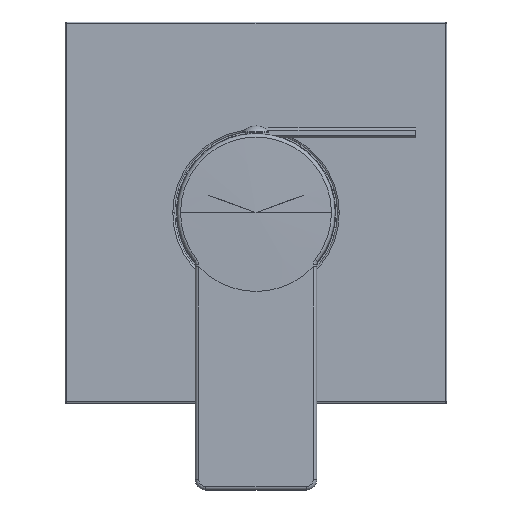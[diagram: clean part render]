
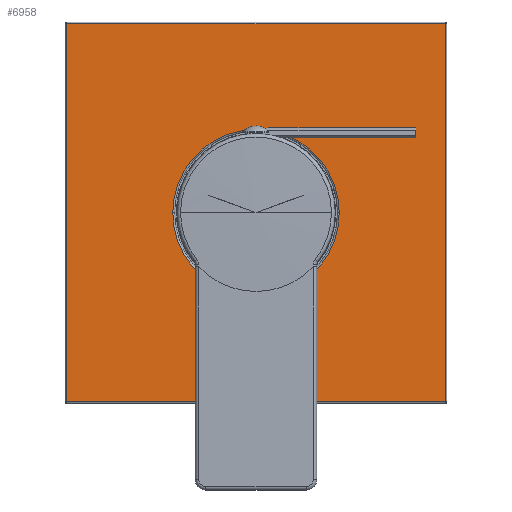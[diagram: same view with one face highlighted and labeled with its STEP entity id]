
A CAD part, top view. The second image highlights one B-rep face of the part: STEP entity #6958.
In plain terms, the highlighted face is planar.
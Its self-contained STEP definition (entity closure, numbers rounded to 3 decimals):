
#6169=DIRECTION('',(0.,0.,-1.));
#6170=VECTOR('',#6169,109.);
#6171=CARTESIAN_POINT('',(54.5,8.,54.5));
#6172=LINE('',#6171,#6170);
#6176=DIRECTION('',(1.,0.,0.));
#6177=VECTOR('',#6176,109.);
#6178=CARTESIAN_POINT('',(-54.5,8.,54.5));
#6179=LINE('',#6178,#6177);
#6183=DIRECTION('',(0.,0.,1.));
#6184=VECTOR('',#6183,109.);
#6185=CARTESIAN_POINT('',(-54.5,8.,-54.5));
#6186=LINE('',#6185,#6184);
#6190=DIRECTION('',(-1.,0.,0.));
#6191=VECTOR('',#6190,109.);
#6192=CARTESIAN_POINT('',(54.5,8.,-54.5));
#6193=LINE('',#6192,#6191);
#6197=CARTESIAN_POINT('',(0.,8.,0.));
#6198=DIRECTION('',(0.,-1.,0.));
#6199=DIRECTION('',(-1.,0.,0.));
#6200=AXIS2_PLACEMENT_3D('',#6197,#6198,#6199);
#6205=CARTESIAN_POINT('',(0.,8.,0.));
#6206=DIRECTION('',(0.,-1.,0.));
#6207=DIRECTION('',(1.,0.,0.));
#6208=AXIS2_PLACEMENT_3D('',#6205,#6206,#6207);
#6777=CARTESIAN_POINT('',(54.5,8.,54.5));
#6778=CARTESIAN_POINT('',(54.5,8.,-54.5));
#6779=VERTEX_POINT('',#6777);
#6780=VERTEX_POINT('',#6778);
#6785=CARTESIAN_POINT('',(-54.5,8.,-54.5));
#6786=VERTEX_POINT('',#6785);
#6791=CARTESIAN_POINT('',(-54.5,8.,54.5));
#6792=VERTEX_POINT('',#6791);
#6849=CARTESIAN_POINT('',(-24.,8.,0.));
#6850=CARTESIAN_POINT('',(24.,8.,0.));
#6851=VERTEX_POINT('',#6849);
#6852=VERTEX_POINT('',#6850);
#6938=CARTESIAN_POINT('',(0.,8.,0.));
#6939=DIRECTION('',(0.,1.,0.));
#6940=DIRECTION('',(1.,0.,0.));
#6941=AXIS2_PLACEMENT_3D('',#6938,#6939,#6940);
#6942=PLANE('',#6941);
#6944=ORIENTED_EDGE('',*,*,#6943,.F.);
#6945=ORIENTED_EDGE('',*,*,#6928,.F.);
#6947=ORIENTED_EDGE('',*,*,#6946,.F.);
#6949=ORIENTED_EDGE('',*,*,#6948,.F.);
#6950=EDGE_LOOP('',(#6944,#6945,#6947,#6949));
#6951=FACE_OUTER_BOUND('',#6950,.F.);
#6953=ORIENTED_EDGE('',*,*,#6952,.F.);
#6955=ORIENTED_EDGE('',*,*,#6954,.F.);
#6956=EDGE_LOOP('',(#6953,#6955));
#6957=FACE_BOUND('',#6956,.F.);
#6958=ADVANCED_FACE('',(#6951,#6957),#6942,.T.);
#6201=CIRCLE('',#6200,24.);
#6209=CIRCLE('',#6208,24.);
#6928=EDGE_CURVE('',#6792,#6779,#6179,.T.);
#6943=EDGE_CURVE('',#6779,#6780,#6172,.T.);
#6946=EDGE_CURVE('',#6786,#6792,#6186,.T.);
#6948=EDGE_CURVE('',#6780,#6786,#6193,.T.);
#6952=EDGE_CURVE('',#6851,#6852,#6201,.T.);
#6954=EDGE_CURVE('',#6852,#6851,#6209,.T.);
